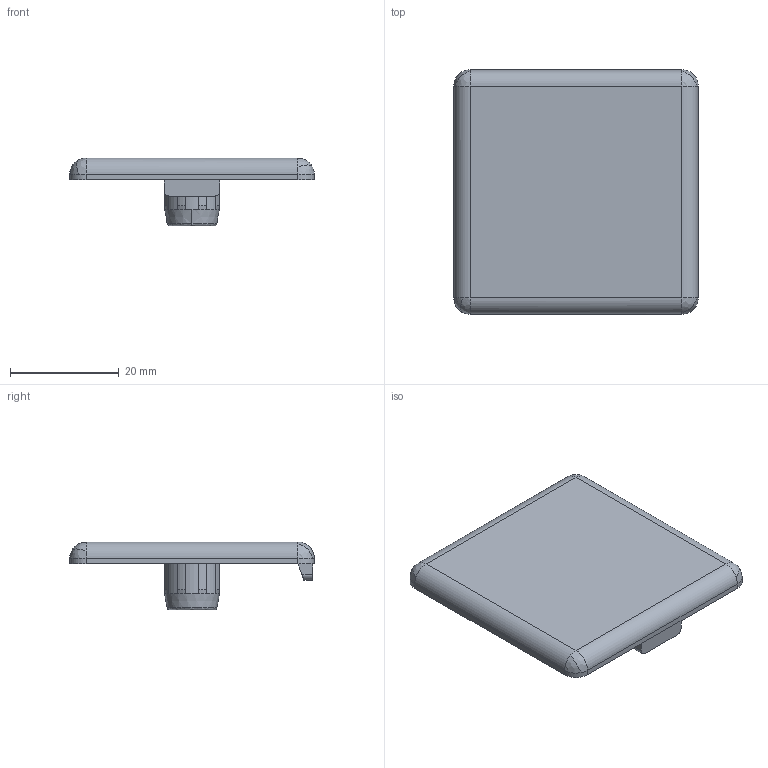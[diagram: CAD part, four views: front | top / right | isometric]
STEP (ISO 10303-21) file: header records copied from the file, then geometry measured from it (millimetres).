
FILE_DESCRIPTION (( 'STEP AP203' ), '1' );
FILE_NAME ('411517058.STEP', '2022-08-27T15:58:55', ( '' ), ( '' ), 'SwSTEP 2.0', 'SolidWorks 2014', '' );
FILE_SCHEMA (( 'CONFIG_CONTROL_DESIGN' ));
Length unit declared in the file: millimetre
Products named in the file (1): 411517058
Bounding box: 45 x 45 x 12.5 mm (x, y, z)
Volume: 6613.3 mm3; surface area: 5239.3 mm2
Topology: 1 solids, 1 shells, 91 faces, 237 edges, 143 vertices
Faces by surface type: plane 42, cylinder 29, bspline 10, cone 10
Entity records: 2927 total; most frequent: CARTESIAN_POINT 674, DIRECTION 466, ORIENTED_EDGE 458, EDGE_CURVE 229, AXIS2_PLACEMENT_3D 175, VERTEX_POINT 143, VECTOR 116, LINE 116
